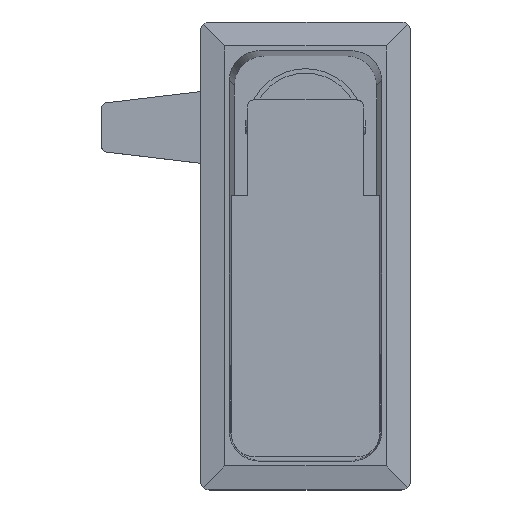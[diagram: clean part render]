
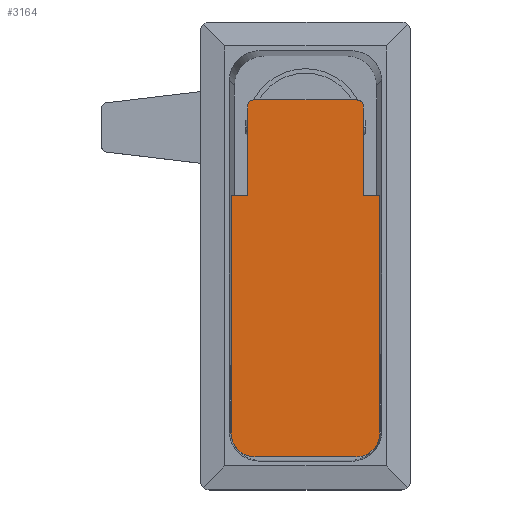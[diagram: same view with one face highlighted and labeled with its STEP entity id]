
A CAD part, top view. The second image highlights one B-rep face of the part: STEP entity #3164.
In plain terms, the highlighted planar face has unit normal (0, 0, 1).
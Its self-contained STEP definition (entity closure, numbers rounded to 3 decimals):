
#3046 = VERTEX_POINT ( 'NONE', #10099 ) ;
#3063 = VERTEX_POINT ( 'NONE', #10092 ) ;
#3068 = VERTEX_POINT ( 'NONE', #10084 ) ;
#3069 = ORIENTED_EDGE ( 'NONE', *, *, #3187, .T. ) ;
#3090 = EDGE_LOOP ( 'NONE', ( #3170, #3165, #3161, #3136, #3162, #3193, #3168, #3185, #3189, #3176, #3180, #3069 ) ) ;
#3092 = VERTEX_POINT ( 'NONE', #10148 ) ;
#3094 = EDGE_CURVE ( 'NONE', #3068, #3212, #10144, .T. ) ;
#3108 = VERTEX_POINT ( 'NONE', #10154 ) ;
#3111 = VERTEX_POINT ( 'NONE', #10109 ) ;
#3112 = EDGE_CURVE ( 'NONE', #3111, #3108, #10176, .T. ) ;
#3116 = EDGE_CURVE ( 'NONE', #3092, #3063, #10165, .T. ) ;
#3117 = EDGE_CURVE ( 'NONE', #3212, #3143, #10160, .T. ) ;
#3134 = EDGE_CURVE ( 'NONE', #3046, #3144, #10186, .T. ) ;
#3136 = ORIENTED_EDGE ( 'NONE', *, *, #3138, .T. ) ;
#3138 = EDGE_CURVE ( 'NONE', #3154, #3046, #10187, .T. ) ;
#3143 = VERTEX_POINT ( 'NONE', #10183 ) ;
#3144 = VERTEX_POINT ( 'NONE', #10251 ) ;
#3147 = EDGE_CURVE ( 'NONE', #3183, #3108, #10240, .T. ) ;
#3154 = VERTEX_POINT ( 'NONE', #10250 ) ;
#3158 = EDGE_CURVE ( 'NONE', #3063, #3111, #10271, .T. ) ;
#3161 = ORIENTED_EDGE ( 'NONE', *, *, #3167, .F. ) ;
#3162 = ORIENTED_EDGE ( 'NONE', *, *, #3134, .T. ) ;
#3164 = ADVANCED_FACE ( 'NONE', ( #10260 ), #10265, .F. ) ;
#3165 = ORIENTED_EDGE ( 'NONE', *, *, #3117, .T. ) ;
#3167 = EDGE_CURVE ( 'NONE', #3154, #3143, #10286, .T. ) ;
#3168 = ORIENTED_EDGE ( 'NONE', *, *, #3116, .T. ) ;
#3170 = ORIENTED_EDGE ( 'NONE', *, *, #3094, .T. ) ;
#3176 = ORIENTED_EDGE ( 'NONE', *, *, #3147, .F. ) ;
#3180 = ORIENTED_EDGE ( 'NONE', *, *, #3199, .T. ) ;
#3183 = VERTEX_POINT ( 'NONE', #10299 ) ;
#3184 = VERTEX_POINT ( 'NONE', #10298 ) ;
#3185 = ORIENTED_EDGE ( 'NONE', *, *, #3158, .T. ) ;
#3187 = EDGE_CURVE ( 'NONE', #3184, #3068, #10321, .T. ) ;
#3189 = ORIENTED_EDGE ( 'NONE', *, *, #3112, .T. ) ;
#3193 = ORIENTED_EDGE ( 'NONE', *, *, #3204, .T. ) ;
#3199 = EDGE_CURVE ( 'NONE', #3183, #3184, #10297, .T. ) ;
#3204 = EDGE_CURVE ( 'NONE', #3144, #3092, #10328, .T. ) ;
#3212 = VERTEX_POINT ( 'NONE', #10355 ) ;
#9244 = CARTESIAN_POINT ( 'NONE',  ( -8.65, 4.5, 0. ) ) ;
#9261 = CARTESIAN_POINT ( 'NONE',  ( -9.65, 3.5, 0. ) ) ;
#9266 = CARTESIAN_POINT ( 'NONE',  ( -9.65, 4.086, 0. ) ) ;
#9281 = CARTESIAN_POINT ( 'NONE',  ( -9.236, 4.5, 0. ) ) ;
#9486 = CARTESIAN_POINT ( 'NONE',  ( -8.405, -55., 0. ) ) ;
#9494 = CARTESIAN_POINT ( 'NONE',  ( -10.747, -55., 0. ) ) ;
#10084 = CARTESIAN_POINT ( 'NONE',  ( 8.65, 4.5, 0. ) ) ;
#10092 = CARTESIAN_POINT ( 'NONE',  ( 8.405, -55., 0. ) ) ;
#10099 = CARTESIAN_POINT ( 'NONE',  ( -12.4, -11.5, 0. ) ) ;
#10109 = CARTESIAN_POINT ( 'NONE',  ( 12.4, -51.005, 0. ) ) ;
#10141 = DIRECTION ( 'NONE',  ( -1., 0., 0. ) ) ;
#10142 = VECTOR ( 'NONE', #10141, 1000. ) ;
#10143 = CARTESIAN_POINT ( 'NONE',  ( -12.4, 4.5, 0. ) ) ;
#10144 = LINE ( 'NONE', #10143, #10142 ) ;
#10148 = CARTESIAN_POINT ( 'NONE',  ( -8.405, -55., 0. ) ) ;
#10154 = CARTESIAN_POINT ( 'NONE',  ( 12.4, -11.5, 0. ) ) ;
#10160 =( BOUNDED_CURVE ( )  B_SPLINE_CURVE ( 3, ( #9244, #9281, #9266, #9261 ),
 .UNSPECIFIED., .F., .T. ) 
 B_SPLINE_CURVE_WITH_KNOTS ( ( 4, 4 ),
 ( 1.571, 3.142 ),
 .UNSPECIFIED. ) 
 CURVE ( )  GEOMETRIC_REPRESENTATION_ITEM ( )  RATIONAL_B_SPLINE_CURVE ( ( 1., 0.805, 0.805, 1. ) ) 
 REPRESENTATION_ITEM ( '' )  );
#10162 = DIRECTION ( 'NONE',  ( 1., 0., 0. ) ) ;
#10163 = VECTOR ( 'NONE', #10162, 1000. ) ;
#10164 = CARTESIAN_POINT ( 'NONE',  ( 12.4, -55., 0. ) ) ;
#10165 = LINE ( 'NONE', #10164, #10163 ) ;
#10173 = DIRECTION ( 'NONE',  ( 0., 1., 0. ) ) ;
#10174 = VECTOR ( 'NONE', #10173, 1000. ) ;
#10175 = CARTESIAN_POINT ( 'NONE',  ( 12.4, 4.5, 0. ) ) ;
#10176 = LINE ( 'NONE', #10175, #10174 ) ;
#10183 = CARTESIAN_POINT ( 'NONE',  ( -9.65, 3.5, 0. ) ) ;
#10185 = DIRECTION ( 'NONE',  ( 0., -1., 0. ) ) ;
#10186 = LINE ( 'NONE', #10198, #10197 ) ;
#10187 = LINE ( 'NONE', #10194, #10253 ) ;
#10194 = CARTESIAN_POINT ( 'NONE',  ( 12.4, -11.5, 0. ) ) ;
#10197 = VECTOR ( 'NONE', #10185, 1000. ) ;
#10198 = CARTESIAN_POINT ( 'NONE',  ( -12.4, -55., 0. ) ) ;
#10236 = DIRECTION ( 'NONE',  ( 1., 0., 0. ) ) ;
#10238 = VECTOR ( 'NONE', #10236, 1000. ) ;
#10239 = CARTESIAN_POINT ( 'NONE',  ( 17.5, -11.5, 0. ) ) ;
#10240 = LINE ( 'NONE', #10239, #10238 ) ;
#10250 = CARTESIAN_POINT ( 'NONE',  ( -9.65, -11.5, 0. ) ) ;
#10251 = CARTESIAN_POINT ( 'NONE',  ( -12.4, -51.005, 0. ) ) ;
#10252 = DIRECTION ( 'NONE',  ( -1., 0., 0. ) ) ;
#10253 = VECTOR ( 'NONE', #10252, 1000. ) ;
#10255 = AXIS2_PLACEMENT_3D ( 'NONE', #10266, #10288, #10287 ) ;
#10260 = FACE_OUTER_BOUND ( 'NONE', #3090, .T. ) ;
#10261 = CARTESIAN_POINT ( 'NONE',  ( 12.4, -51.005, 0. ) ) ;
#10262 = CARTESIAN_POINT ( 'NONE',  ( 12.4, -53.347, 0. ) ) ;
#10263 = CARTESIAN_POINT ( 'NONE',  ( 10.747, -55., 0. ) ) ;
#10264 = CARTESIAN_POINT ( 'NONE',  ( 8.405, -55., 0. ) ) ;
#10265 = PLANE ( 'NONE',  #10255 ) ;
#10266 = CARTESIAN_POINT ( 'NONE',  ( 12.4, -55., 0. ) ) ;
#10271 =( BOUNDED_CURVE ( )  B_SPLINE_CURVE ( 3, ( #10264, #10263, #10262, #10261 ),
 .UNSPECIFIED., .F., .T. ) 
 B_SPLINE_CURVE_WITH_KNOTS ( ( 4, 4 ),
 ( 5.499, 7.067 ),
 .UNSPECIFIED. ) 
 CURVE ( )  GEOMETRIC_REPRESENTATION_ITEM ( )  RATIONAL_B_SPLINE_CURVE ( ( 1., 0.805, 0.805, 1. ) ) 
 REPRESENTATION_ITEM ( '' )  );
#10283 = DIRECTION ( 'NONE',  ( 0., 1., 0. ) ) ;
#10284 = VECTOR ( 'NONE', #10283, 1000. ) ;
#10285 = CARTESIAN_POINT ( 'NONE',  ( -9.65, 4.5, 0. ) ) ;
#10286 = LINE ( 'NONE', #10285, #10284 ) ;
#10287 = DIRECTION ( 'NONE',  ( -1., 0., 0. ) ) ;
#10288 = DIRECTION ( 'NONE',  ( 0., 0., -1. ) ) ;
#10297 = LINE ( 'NONE', #10315, #10340 ) ;
#10298 = CARTESIAN_POINT ( 'NONE',  ( 9.65, 3.5, 0. ) ) ;
#10299 = CARTESIAN_POINT ( 'NONE',  ( 9.65, -11.5, 0. ) ) ;
#10315 = CARTESIAN_POINT ( 'NONE',  ( 9.65, -55., 0. ) ) ;
#10317 = CARTESIAN_POINT ( 'NONE',  ( 8.65, 4.5, 0. ) ) ;
#10318 = CARTESIAN_POINT ( 'NONE',  ( 9.236, 4.5, 0. ) ) ;
#10319 = CARTESIAN_POINT ( 'NONE',  ( 9.65, 4.086, 0. ) ) ;
#10320 = CARTESIAN_POINT ( 'NONE',  ( 9.65, 3.5, 0. ) ) ;
#10321 =( BOUNDED_CURVE ( )  B_SPLINE_CURVE ( 3, ( #10320, #10319, #10318, #10317 ),
 .UNSPECIFIED., .F., .T. ) 
 B_SPLINE_CURVE_WITH_KNOTS ( ( 4, 4 ),
 ( 0., 1.571 ),
 .UNSPECIFIED. ) 
 CURVE ( )  GEOMETRIC_REPRESENTATION_ITEM ( )  RATIONAL_B_SPLINE_CURVE ( ( 1., 0.805, 0.805, 1. ) ) 
 REPRESENTATION_ITEM ( '' )  );
#10323 = CARTESIAN_POINT ( 'NONE',  ( -12.4, -53.347, 0. ) ) ;
#10324 = CARTESIAN_POINT ( 'NONE',  ( -12.4, -51.005, 0. ) ) ;
#10328 =( BOUNDED_CURVE ( )  B_SPLINE_CURVE ( 3, ( #10324, #10323, #9494, #9486 ),
 .UNSPECIFIED., .F., .T. ) 
 B_SPLINE_CURVE_WITH_KNOTS ( ( 4, 4 ),
 ( 5.499, 7.067 ),
 .UNSPECIFIED. ) 
 CURVE ( )  GEOMETRIC_REPRESENTATION_ITEM ( )  RATIONAL_B_SPLINE_CURVE ( ( 1., 0.805, 0.805, 1. ) ) 
 REPRESENTATION_ITEM ( '' )  );
#10339 = DIRECTION ( 'NONE',  ( 0., 1., 0. ) ) ;
#10340 = VECTOR ( 'NONE', #10339, 1000. ) ;
#10355 = CARTESIAN_POINT ( 'NONE',  ( -8.65, 4.5, 0. ) ) ;
